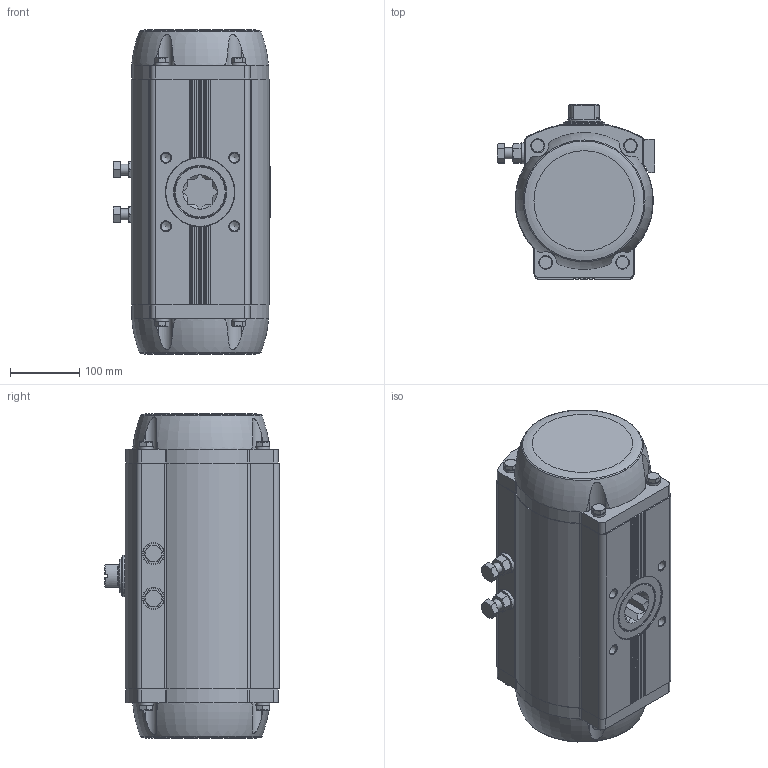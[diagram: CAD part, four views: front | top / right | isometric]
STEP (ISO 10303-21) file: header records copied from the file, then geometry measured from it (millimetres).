
FILE_DESCRIPTION(/* description */ ('STEP AP214'),/* implementation_level */ '2;1');
FILE_NAME(/* name */ '8068935_DFPD-N-900-RP-90-RS60-F14-R3-EP',/* time_stamp */ '2024-08-15T20:53:54+02:00',/* author */ ('License CC BY-ND 4.0'),/* organization */ ('CADENAS'),/* preprocessor_version */ 'ST-DEVELOPER v19.3',/* originating_system */ 'PARTsolutions',/* authorisation */ ' ');
FILE_SCHEMA (('AUTOMOTIVE_DESIGN {1 0 10303 214 3 1 1}'));
Length unit declared in the file: millimetre
Products named in the file (6): 8068935 DFPD-N-900-RP-90-RS60-F14-R3-EP---(0); 8042194 DFPD-N-900-90-RS-F14-------(housing); 8042194 DFPD-900(F14_0)---(shaft); 5235794 SCHEIBE 16.3X30X5-1.4301; 4952071 DFPD-900/1200; DIN 934 - M16(F)
Assembly tree (8 placements, depth 2):
  8068935 DFPD-N-900-RP-90-RS60-F14-R3-EP---(0)
    8042194 DFPD-N-900-90-RS-F14-------(housing)
    8042194 DFPD-900(F14_0)---(shaft)
    5235794 SCHEIBE 16.3X30X5-1.4301  x2
    4952071 DFPD-900/1200  x2
    DIN 934 - M16(F)  x2
Bounding box: 227.5 x 252.7 x 469.6 mm (x, y, z)
Volume: 16612253.3 mm3; surface area: 562042.9 mm2
Topology: 8 solids, 8 shells, 693 faces, 1693 edges, 1076 vertices
Faces by surface type: plane 326, cylinder 189, cone 133, torus 43, sphere 2
Full cylindrical faces by diameter (mm): 2.5 x2, 4.134 x8, 4.917 x1, 8.5 x2, 10 x2, 13.835 x8, 14 x2, 16 x2, 16.3 x2, 20 x8, 22.5 x4, 30 x2, 32 x2, 45.5 x1, 48 x2, 48.2 x1, 50.8 x1, 53 x1, 58.5 x1, 60 x2, 71.5 x2, 74.4 x1, 74.6 x1, 76.6 x1, 100 x1
Entity records: 19104 total; most frequent: CARTESIAN_POINT 4200, DIRECTION 3066, ORIENTED_EDGE 2876, EDGE_CURVE 1438, AXIS2_PLACEMENT_3D 1204, VERTEX_POINT 1004, FACE_BOUND 872, EDGE_LOOP 859
